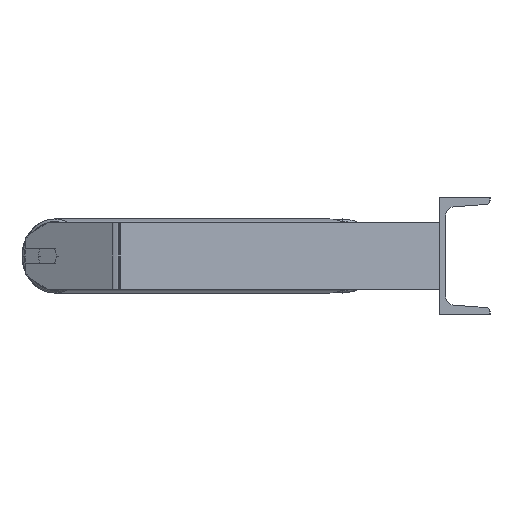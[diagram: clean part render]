
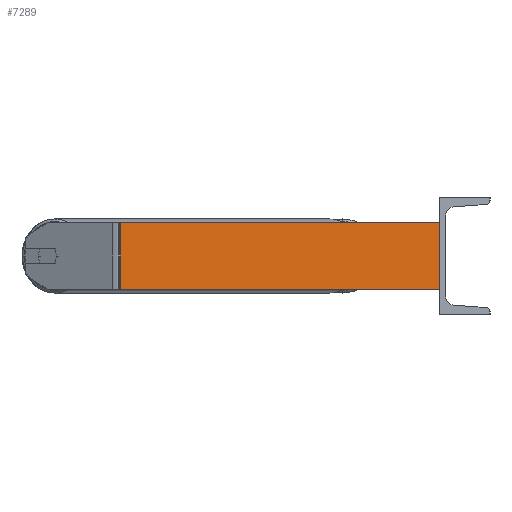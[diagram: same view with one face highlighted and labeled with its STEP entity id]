
A CAD part, left-side view. The second image highlights one B-rep face of the part: STEP entity #7289.
In plain terms, the highlighted planar face has unit normal (-0.996, -0.087, 0).
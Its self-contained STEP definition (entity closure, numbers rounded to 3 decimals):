
#64 = CARTESIAN_POINT ( 'NONE',  ( -1019.023, 388.879, 40. ) ) ;
#301 = VERTEX_POINT ( 'NONE', #4926 ) ;
#436 = LINE ( 'NONE', #2457, #8437 ) ;
#644 = FACE_OUTER_BOUND ( 'NONE', #1616, .T. ) ;
#795 = VECTOR ( 'NONE', #1017, 1000. ) ;
#860 = CARTESIAN_POINT ( 'NONE',  ( -985., 0., -40. ) ) ;
#1017 = DIRECTION ( 'NONE',  ( 0.087, -0.996, 0. ) ) ;
#1616 = EDGE_LOOP ( 'NONE', ( #2114, #8840, #7378, #4330 ) ) ;
#1646 = DIRECTION ( 'NONE',  ( 0., 0., -1. ) ) ;
#1843 = VERTEX_POINT ( 'NONE', #860 ) ;
#2066 = PLANE ( 'NONE',  #5363 ) ;
#2114 = ORIENTED_EDGE ( 'NONE', *, *, #8269, .T. ) ;
#2255 = VERTEX_POINT ( 'NONE', #4458 ) ;
#2457 = CARTESIAN_POINT ( 'NONE',  ( -985., 0., 40. ) ) ;
#2788 = VERTEX_POINT ( 'NONE', #2865 ) ;
#2865 = CARTESIAN_POINT ( 'NONE',  ( -1018.583, 383.854, 40. ) ) ;
#2896 = DIRECTION ( 'NONE',  ( 0.996, 0.087, 0. ) ) ;
#2947 = LINE ( 'NONE', #8674, #5381 ) ;
#2991 = DIRECTION ( 'NONE',  ( -0.087, 0.996, 0. ) ) ;
#3129 = CARTESIAN_POINT ( 'NONE',  ( -1019.023, 388.879, -40. ) ) ;
#4330 = ORIENTED_EDGE ( 'NONE', *, *, #8608, .T. ) ;
#4458 = CARTESIAN_POINT ( 'NONE',  ( -1018.583, 383.854, -40. ) ) ;
#4926 = CARTESIAN_POINT ( 'NONE',  ( -985., 0., 40. ) ) ;
#5363 = AXIS2_PLACEMENT_3D ( 'NONE', #64, #2896, #2991 ) ;
#5381 = VECTOR ( 'NONE', #1646, 1000. ) ;
#6062 = DIRECTION ( 'NONE',  ( 0., 0., -1. ) ) ;
#6476 = LINE ( 'NONE', #7149, #7735 ) ;
#6616 = DIRECTION ( 'NONE',  ( 0.087, -0.996, 0. ) ) ;
#7149 = CARTESIAN_POINT ( 'NONE',  ( -1019.023, 388.879, 40. ) ) ;
#7289 = ADVANCED_FACE ( 'NONE', ( #644 ), #2066, .F. ) ;
#7378 = ORIENTED_EDGE ( 'NONE', *, *, #7681, .F. ) ;
#7681 = EDGE_CURVE ( 'NONE', #2788, #301, #6476, .T. ) ;
#7735 = VECTOR ( 'NONE', #6616, 1000. ) ;
#7913 = EDGE_CURVE ( 'NONE', #301, #1843, #436, .T. ) ;
#8269 = EDGE_CURVE ( 'NONE', #2255, #1843, #8849, .T. ) ;
#8437 = VECTOR ( 'NONE', #6062, 1000. ) ;
#8608 = EDGE_CURVE ( 'NONE', #2788, #2255, #2947, .T. ) ;
#8674 = CARTESIAN_POINT ( 'NONE',  ( -1018.583, 383.854, 40. ) ) ;
#8840 = ORIENTED_EDGE ( 'NONE', *, *, #7913, .F. ) ;
#8849 = LINE ( 'NONE', #3129, #795 ) ;
